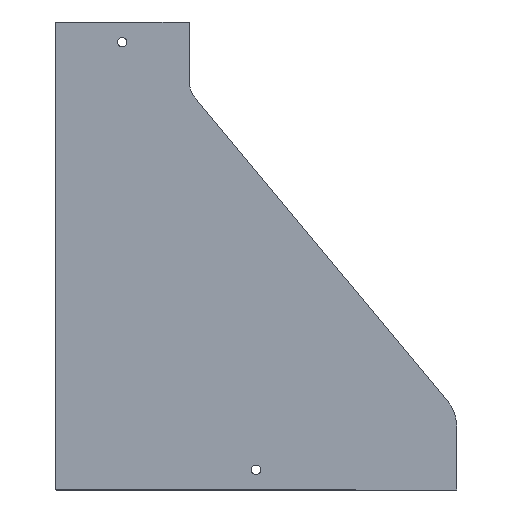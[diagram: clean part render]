
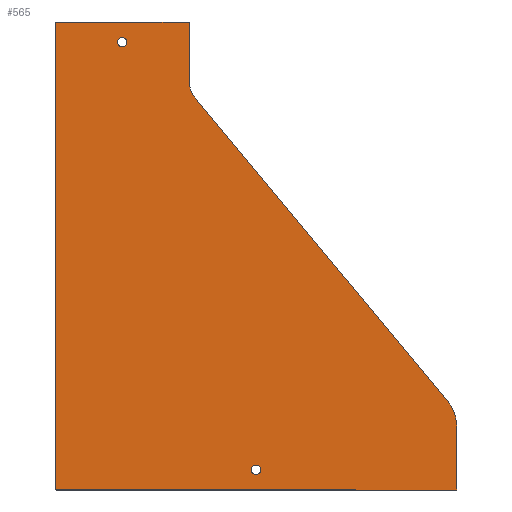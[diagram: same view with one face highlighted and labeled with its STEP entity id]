
A CAD part, front view. The second image highlights one B-rep face of the part: STEP entity #565.
In plain terms, the highlighted planar face has unit normal (0, -1, 0).
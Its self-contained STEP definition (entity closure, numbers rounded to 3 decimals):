
#43 = AXIS2_PLACEMENT_3D ( 'NONE', #1267, #1268, #1269 ) ;
#47 = AXIS2_PLACEMENT_3D ( 'NONE', #1255, #1256, #1257 ) ;
#61 = AXIS2_PLACEMENT_3D ( 'NONE', #1276, #1277, #1278 ) ;
#63 = AXIS2_PLACEMENT_3D ( 'NONE', #1261, #1262, #1263 ) ;
#94 = LINE ( 'NONE', #1795, #96 ) ;
#96 = VECTOR ( 'NONE', #1796, 1000. ) ;
#139 = LINE ( 'NONE', #1219, #149 ) ;
#149 = VECTOR ( 'NONE', #1227, 1000. ) ;
#150 = LINE ( 'NONE', #1230, #153 ) ;
#153 = VECTOR ( 'NONE', #1231, 1000. ) ;
#160 = LINE ( 'NONE', #1240, #163 ) ;
#163 = VECTOR ( 'NONE', #1241, 1000. ) ;
#173 = CIRCLE ( 'NONE', #47, 3.5 ) ;
#175 = CIRCLE ( 'NONE', #63, 3.5 ) ;
#177 = LINE ( 'NONE', #1259, #181 ) ;
#179 = CIRCLE ( 'NONE', #43, 30. ) ;
#181 = VECTOR ( 'NONE', #1264, 1000. ) ;
#184 = LINE ( 'NONE', #1270, #186 ) ;
#185 = CIRCLE ( 'NONE', #61, 20. ) ;
#186 = VECTOR ( 'NONE', #1266, 1000. ) ;
#227 = VERTEX_POINT ( 'NONE', #1326 ) ;
#228 = VERTEX_POINT ( 'NONE', #1331 ) ;
#272 = EDGE_LOOP ( 'NONE', ( #818 ) ) ;
#273 = EDGE_LOOP ( 'NONE', ( #819 ) ) ;
#359 = EDGE_LOOP ( 'NONE', ( #817, #816, #815, #814, #813, #812, #811, #810 ) ) ;
#373 = FACE_OUTER_BOUND ( 'NONE', #359, .T. ) ;
#375 = FACE_BOUND ( 'NONE', #273, .T. ) ;
#379 = FACE_BOUND ( 'NONE', #272, .T. ) ;
#565 = ADVANCED_FACE ( 'NONE', ( #375, #379, #373 ), #1377, .F. ) ;
#810 = ORIENTED_EDGE ( 'NONE', *, *, #1135, .T. ) ;
#811 = ORIENTED_EDGE ( 'NONE', *, *, #1157, .T. ) ;
#812 = ORIENTED_EDGE ( 'NONE', *, *, #1156, .T. ) ;
#813 = ORIENTED_EDGE ( 'NONE', *, *, #1153, .T. ) ;
#814 = ORIENTED_EDGE ( 'NONE', *, *, #1103, .T. ) ;
#815 = ORIENTED_EDGE ( 'NONE', *, *, #1142, .F. ) ;
#816 = ORIENTED_EDGE ( 'NONE', *, *, #1152, .F. ) ;
#817 = ORIENTED_EDGE ( 'NONE', *, *, #1137, .F. ) ;
#818 = ORIENTED_EDGE ( 'NONE', *, *, #1151, .F. ) ;
#819 = ORIENTED_EDGE ( 'NONE', *, *, #1149, .F. ) ;
#871 = VERTEX_POINT ( 'NONE', #1545 ) ;
#900 = VERTEX_POINT ( 'NONE', #1574 ) ;
#905 = VERTEX_POINT ( 'NONE', #1579 ) ;
#930 = VERTEX_POINT ( 'NONE', #1600 ) ;
#931 = VERTEX_POINT ( 'NONE', #1601 ) ;
#940 = VERTEX_POINT ( 'NONE', #1610 ) ;
#972 = VERTEX_POINT ( 'NONE', #1635 ) ;
#978 = VERTEX_POINT ( 'NONE', #1637 ) ;
#1043 = AXIS2_PLACEMENT_3D ( 'NONE', #1375, #1373, #1379 ) ;
#1103 = EDGE_CURVE ( 'NONE', #871, #972, #94, .T. ) ;
#1135 = EDGE_CURVE ( 'NONE', #900, #905, #139, .T. ) ;
#1137 = EDGE_CURVE ( 'NONE', #940, #905, #150, .T. ) ;
#1142 = EDGE_CURVE ( 'NONE', #871, #930, #160, .T. ) ;
#1149 = EDGE_CURVE ( 'NONE', #227, #227, #173, .T. ) ;
#1151 = EDGE_CURVE ( 'NONE', #228, #228, #175, .T. ) ;
#1152 = EDGE_CURVE ( 'NONE', #930, #940, #177, .T. ) ;
#1153 = EDGE_CURVE ( 'NONE', #972, #931, #179, .T. ) ;
#1156 = EDGE_CURVE ( 'NONE', #931, #978, #184, .T. ) ;
#1157 = EDGE_CURVE ( 'NONE', #978, #900, #185, .T. ) ;
#1219 = CARTESIAN_POINT ( 'NONE',  ( 100., 0., 0. ) ) ;
#1227 = DIRECTION ( 'NONE',  ( 0., 0., 1. ) ) ;
#1230 = CARTESIAN_POINT ( 'NONE',  ( -100., 0., 0. ) ) ;
#1231 = DIRECTION ( 'NONE',  ( 1., 0., 0. ) ) ;
#1240 = CARTESIAN_POINT ( 'NONE',  ( -300., 0., -350. ) ) ;
#1241 = DIRECTION ( 'NONE',  ( -1., 0., 0. ) ) ;
#1255 = CARTESIAN_POINT ( 'NONE',  ( 150., 0., -335. ) ) ;
#1256 = DIRECTION ( 'NONE',  ( 0., -1., 0. ) ) ;
#1257 = DIRECTION ( 'NONE',  ( 0., 0., -1. ) ) ;
#1259 = CARTESIAN_POINT ( 'NONE',  ( 0., 0., 0. ) ) ;
#1261 = CARTESIAN_POINT ( 'NONE',  ( 50., 0., -15. ) ) ;
#1262 = DIRECTION ( 'NONE',  ( 0., -1., 0. ) ) ;
#1263 = DIRECTION ( 'NONE',  ( 0., 0., -1. ) ) ;
#1264 = DIRECTION ( 'NONE',  ( 0., 0., 1. ) ) ;
#1266 = DIRECTION ( 'NONE',  ( -0.64, 0., 0.768 ) ) ;
#1267 = CARTESIAN_POINT ( 'NONE',  ( 270., 0., -302.241 ) ) ;
#1268 = DIRECTION ( 'NONE',  ( 0., -1., 0. ) ) ;
#1269 = DIRECTION ( 'NONE',  ( 0., 0., 1. ) ) ;
#1270 = CARTESIAN_POINT ( 'NONE',  ( 104.636, 0., -56.942 ) ) ;
#1276 = CARTESIAN_POINT ( 'NONE',  ( 120., 0., -44.139 ) ) ;
#1277 = DIRECTION ( 'NONE',  ( 0., 1., 0. ) ) ;
#1278 = DIRECTION ( 'NONE',  ( 0., 0., 1. ) ) ;
#1326 = CARTESIAN_POINT ( 'NONE',  ( 150., 0., -338.5 ) ) ;
#1331 = CARTESIAN_POINT ( 'NONE',  ( 50., 0., -18.5 ) ) ;
#1373 = DIRECTION ( 'NONE',  ( 0., 1., 0. ) ) ;
#1375 = CARTESIAN_POINT ( 'NONE',  ( -120., 0., -44.139 ) ) ;
#1377 = PLANE ( 'NONE',  #1043 ) ;
#1379 = DIRECTION ( 'NONE',  ( 0., 0., 1. ) ) ;
#1545 = CARTESIAN_POINT ( 'NONE',  ( 300., 0., -350. ) ) ;
#1574 = CARTESIAN_POINT ( 'NONE',  ( 100., 0., -44.139 ) ) ;
#1579 = CARTESIAN_POINT ( 'NONE',  ( 100., 0., 0. ) ) ;
#1600 = CARTESIAN_POINT ( 'NONE',  ( 0., 0., -350. ) ) ;
#1601 = CARTESIAN_POINT ( 'NONE',  ( 293.047, 0., -283.035 ) ) ;
#1610 = CARTESIAN_POINT ( 'NONE',  ( 0., 0., 0. ) ) ;
#1635 = CARTESIAN_POINT ( 'NONE',  ( 300., 0., -302.241 ) ) ;
#1637 = CARTESIAN_POINT ( 'NONE',  ( 104.636, 0., -56.942 ) ) ;
#1795 = CARTESIAN_POINT ( 'NONE',  ( 300., 0., -302.241 ) ) ;
#1796 = DIRECTION ( 'NONE',  ( 0., 0., 1. ) ) ;
